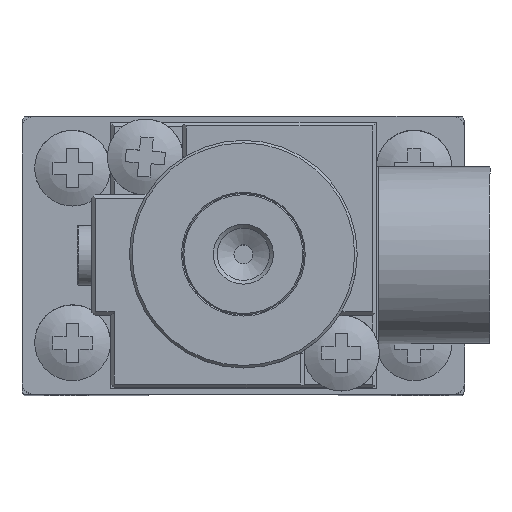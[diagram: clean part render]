
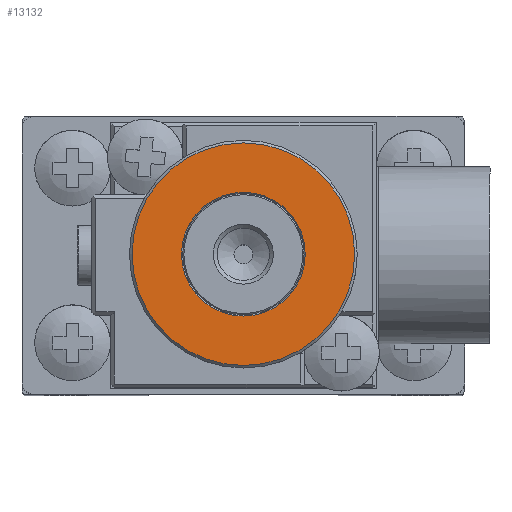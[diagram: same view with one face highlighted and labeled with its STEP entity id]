
A CAD part, top view. The second image highlights one B-rep face of the part: STEP entity #13132.
In plain terms, the highlighted planar face has unit normal (0, 0, 1).
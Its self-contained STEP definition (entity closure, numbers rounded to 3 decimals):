
#1567=PLANE('',#13789);
#1966=ORIENTED_EDGE('',*,*,#4466,.T.);
#1967=ORIENTED_EDGE('',*,*,#4467,.T.);
#4466=EDGE_CURVE('',#5730,#5730,#6644,.T.);
#4467=EDGE_CURVE('',#5731,#5731,#6645,.T.);
#5730=VERTEX_POINT('',#17904);
#5731=VERTEX_POINT('',#17906);
#6644=CIRCLE('',#13790,4.894);
#6645=CIRCLE('',#13791,8.8);
#7184=EDGE_LOOP('',(#1966));
#7185=EDGE_LOOP('',(#1967));
#8087=FACE_BOUND('',#7184,.T.);
#8088=FACE_BOUND('',#7185,.T.);
#13132=ADVANCED_FACE('',(#8087,#8088),#1567,.F.);
#13789=AXIS2_PLACEMENT_3D('',#17902,#14989,#14990);
#13790=AXIS2_PLACEMENT_3D('',#17903,#14991,#14992);
#13791=AXIS2_PLACEMENT_3D('',#17905,#14993,#14994);
#14989=DIRECTION('',(0.,0.,-1.));
#14990=DIRECTION('',(1.,0.,0.));
#14991=DIRECTION('',(0.,0.,-1.));
#14992=DIRECTION('',(1.,0.,0.));
#14993=DIRECTION('',(0.,0.,1.));
#14994=DIRECTION('',(-1.,0.,0.));
#17902=CARTESIAN_POINT('',(-8.8,0.,110.5));
#17903=CARTESIAN_POINT('',(0.,0.,110.5));
#17904=CARTESIAN_POINT('',(4.894,0.,110.5));
#17905=CARTESIAN_POINT('',(0.,0.,110.5));
#17906=CARTESIAN_POINT('',(-8.8,0.,110.5));
